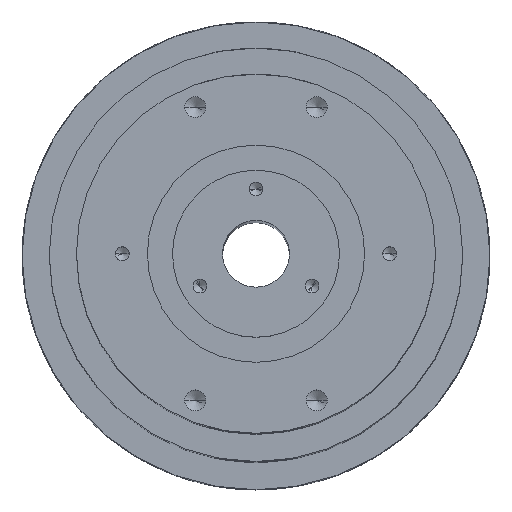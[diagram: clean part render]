
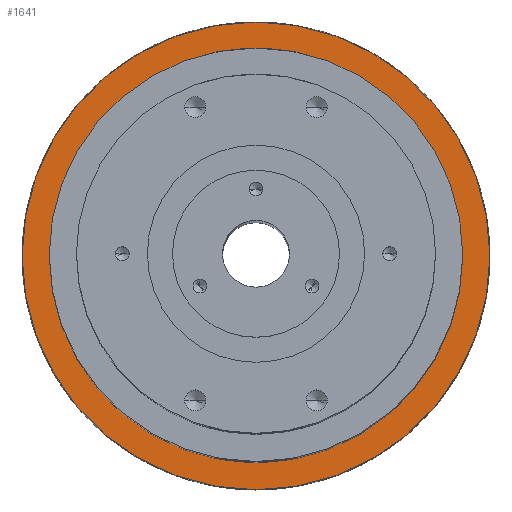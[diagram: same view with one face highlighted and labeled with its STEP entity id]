
A CAD part, top view. The second image highlights one B-rep face of the part: STEP entity #1641.
In plain terms, the highlighted planar face has unit normal (0, 0, 1).
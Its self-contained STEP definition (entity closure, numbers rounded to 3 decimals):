
#204 = FACE_OUTER_BOUND ( 'NONE', #2644, .T. ) ;
#385 = CARTESIAN_POINT ( 'NONE',  ( -36.5, 0., 30. ) ) ;
#447 = FACE_BOUND ( 'NONE', #6164, .T. ) ;
#926 = AXIS2_PLACEMENT_3D ( 'NONE', #1405, #6894, #2174 ) ;
#1075 = DIRECTION ( 'NONE',  ( 0., 0., 1. ) ) ;
#1301 = CARTESIAN_POINT ( 'NONE',  ( 56., 0., 30. ) ) ;
#1343 = AXIS2_PLACEMENT_3D ( 'NONE', #8588, #3897, #9366 ) ;
#1405 = CARTESIAN_POINT ( 'NONE',  ( 0., 0., 30. ) ) ;
#1512 = CIRCLE ( 'NONE', #4290, 36.5 ) ;
#1564 = CARTESIAN_POINT ( 'NONE',  ( 0., 0., 30. ) ) ;
#1641 = ADVANCED_FACE ( 'NONE', ( #204, #447 ), #6271, .T. ) ;
#1866 = CIRCLE ( 'NONE', #926, 36.5 ) ;
#2174 = DIRECTION ( 'NONE',  ( 1., 0., 0. ) ) ;
#2333 = DIRECTION ( 'NONE',  ( 1., 0., 0. ) ) ;
#2386 = VERTEX_POINT ( 'NONE', #2526 ) ;
#2526 = CARTESIAN_POINT ( 'NONE',  ( 36.5, 0., 30. ) ) ;
#2539 = VERTEX_POINT ( 'NONE', #1301 ) ;
#2644 = EDGE_LOOP ( 'NONE', ( #4179, #4636 ) ) ;
#2869 = CARTESIAN_POINT ( 'NONE',  ( 0., 0., 30. ) ) ;
#2947 = VERTEX_POINT ( 'NONE', #385 ) ;
#3091 = EDGE_CURVE ( 'NONE', #9872, #2539, #3998, .T. ) ;
#3680 = DIRECTION ( 'NONE',  ( 1., 0., 0. ) ) ;
#3766 = AXIS2_PLACEMENT_3D ( 'NONE', #2869, #8378, #3680 ) ;
#3897 = DIRECTION ( 'NONE',  ( 0., 0., 1. ) ) ;
#3998 = CIRCLE ( 'NONE', #3766, 56. ) ;
#4179 = ORIENTED_EDGE ( 'NONE', *, *, #3091, .T. ) ;
#4290 = AXIS2_PLACEMENT_3D ( 'NONE', #5779, #1075, #6569 ) ;
#4636 = ORIENTED_EDGE ( 'NONE', *, *, #4796, .T. ) ;
#4796 = EDGE_CURVE ( 'NONE', #2539, #9872, #8758, .T. ) ;
#5271 = ORIENTED_EDGE ( 'NONE', *, *, #8277, .F. ) ;
#5779 = CARTESIAN_POINT ( 'NONE',  ( 0., 0., 30. ) ) ;
#6164 = EDGE_LOOP ( 'NONE', ( #5271, #9927 ) ) ;
#6271 = PLANE ( 'NONE',  #8098 ) ;
#6569 = DIRECTION ( 'NONE',  ( 1., 0., 0. ) ) ;
#6894 = DIRECTION ( 'NONE',  ( 0., 0., 1. ) ) ;
#7058 = DIRECTION ( 'NONE',  ( 0., 0., 1. ) ) ;
#8030 = EDGE_CURVE ( 'NONE', #2386, #2947, #1512, .T. ) ;
#8098 = AXIS2_PLACEMENT_3D ( 'NONE', #1564, #7058, #2333 ) ;
#8277 = EDGE_CURVE ( 'NONE', #2947, #2386, #1866, .T. ) ;
#8378 = DIRECTION ( 'NONE',  ( 0., 0., 1. ) ) ;
#8588 = CARTESIAN_POINT ( 'NONE',  ( 0., 0., 30. ) ) ;
#8758 = CIRCLE ( 'NONE', #1343, 56. ) ;
#9366 = DIRECTION ( 'NONE',  ( 1., 0., 0. ) ) ;
#9638 = CARTESIAN_POINT ( 'NONE',  ( -56., 0., 30. ) ) ;
#9872 = VERTEX_POINT ( 'NONE', #9638 ) ;
#9927 = ORIENTED_EDGE ( 'NONE', *, *, #8030, .F. ) ;
